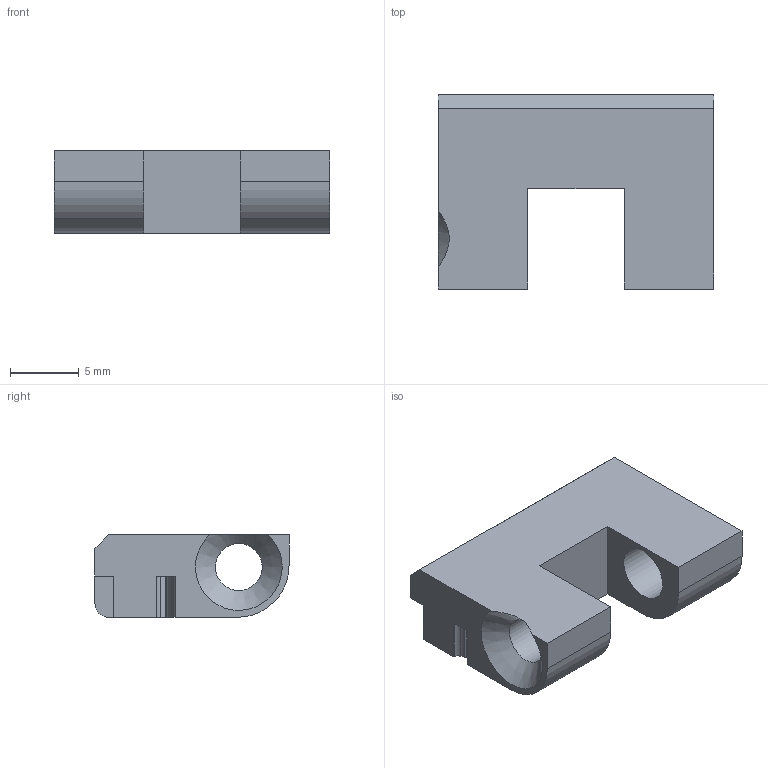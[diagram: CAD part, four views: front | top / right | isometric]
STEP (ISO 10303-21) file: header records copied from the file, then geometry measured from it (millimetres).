
FILE_DESCRIPTION(('HOOPS Exchange Step'),'2;1');
FILE_NAME('temp_export','2024-12-21T17:08:59+08:00',('27699'),('Shapr3D Limited'),'HOOPS Exchange 2024.6','Shapr3D','Authorized');
FILE_SCHEMA( ('AP242_MANAGED_MODEL_BASED_3D_ENGINEERING_MIM_LF {1 0 10303 442 1 1 4 }') );
Length unit declared in the file: millimetre
Products named in the file (3): 工具头; Positron LT-cn; root
Assembly tree (2 placements, depth 3):
  root
    Positron LT-cn
      工具头
Bounding box: 20 x 14.1 x 6 mm (x, y, z)
Volume: 1018 mm3; surface area: 1186.8 mm2
Topology: 1 solids, 1 shells, 120 faces, 360 edges, 241 vertices
Faces by surface type: cylinder 64, plane 39, bspline 16, cone 1
Full cylindrical faces by diameter (mm): 3.4 x1, 4 x1
Entity records: 5251 total; most frequent: CARTESIAN_POINT 1974, ORIENTED_EDGE 720, DIRECTION 622, EDGE_CURVE 360, VERTEX_POINT 241, AXIS2_PLACEMENT_3D 220, VECTOR 182, LINE 182
